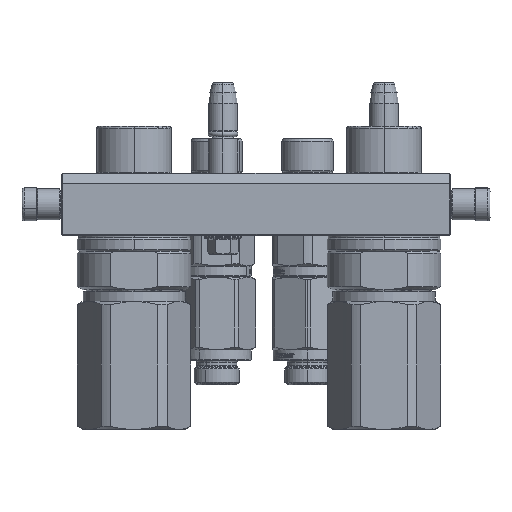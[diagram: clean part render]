
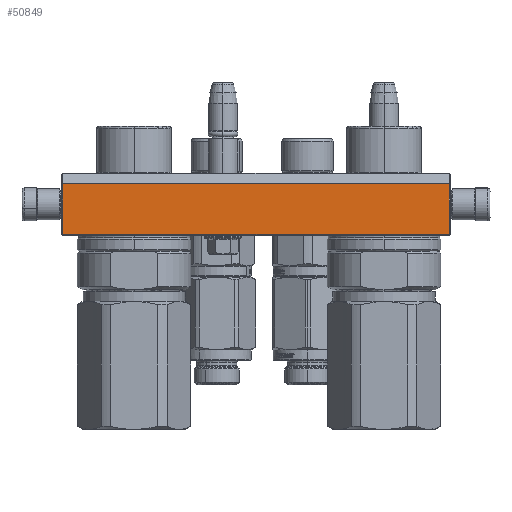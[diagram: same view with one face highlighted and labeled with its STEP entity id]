
A CAD part, left-side view. The second image highlights one B-rep face of the part: STEP entity #50849.
In plain terms, the highlighted face is planar.
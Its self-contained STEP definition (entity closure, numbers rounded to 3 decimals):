
#748 = CARTESIAN_POINT ( 'NONE',  ( -93.5, 29.5, -45. ) ) ;
#2835 = VECTOR ( 'NONE', #41101, 1000. ) ;
#4814 = CARTESIAN_POINT ( 'NONE',  ( 93.5, 5., -45. ) ) ;
#7865 = CARTESIAN_POINT ( 'NONE',  ( 94., 0., -45. ) ) ;
#11214 = CARTESIAN_POINT ( 'NONE',  ( 93.5, 29.5, -45. ) ) ;
#11300 = VERTEX_POINT ( 'NONE', #748 ) ;
#14490 = DIRECTION ( 'NONE',  ( -1., 0., 0. ) ) ;
#17435 = EDGE_LOOP ( 'NONE', ( #23689, #41984, #55940, #24755 ) ) ;
#17806 = FACE_OUTER_BOUND ( 'NONE', #17435, .T. ) ;
#20457 = EDGE_CURVE ( 'NONE', #59388, #48241, #38853, .T. ) ;
#23689 = ORIENTED_EDGE ( 'NONE', *, *, #32146, .T. ) ;
#24755 = ORIENTED_EDGE ( 'NONE', *, *, #26098, .T. ) ;
#25510 = DIRECTION ( 'NONE',  ( -1., 0., 0. ) ) ;
#26098 = EDGE_CURVE ( 'NONE', #59388, #32834, #40869, .T. ) ;
#26277 = EDGE_CURVE ( 'NONE', #48241, #11300, #58963, .T. ) ;
#27322 = DIRECTION ( 'NONE',  ( 0., 1., 0. ) ) ;
#27730 = LINE ( 'NONE', #55048, #53774 ) ;
#28610 = VECTOR ( 'NONE', #14490, 1000. ) ;
#30451 = DIRECTION ( 'NONE',  ( 0., 0., -1. ) ) ;
#30757 = VECTOR ( 'NONE', #25510, 1000. ) ;
#32146 = EDGE_CURVE ( 'NONE', #32834, #11300, #27730, .T. ) ;
#32834 = VERTEX_POINT ( 'NONE', #50202 ) ;
#38853 = LINE ( 'NONE', #4814, #2835 ) ;
#40869 = LINE ( 'NONE', #56470, #28610 ) ;
#41101 = DIRECTION ( 'NONE',  ( 0., 1., 0. ) ) ;
#41984 = ORIENTED_EDGE ( 'NONE', *, *, #26277, .F. ) ;
#44056 = CARTESIAN_POINT ( 'NONE',  ( 93.5, 29.5, -45. ) ) ;
#48241 = VERTEX_POINT ( 'NONE', #44056 ) ;
#49547 = CARTESIAN_POINT ( 'NONE',  ( 93.5, 5., -45. ) ) ;
#49659 = DIRECTION ( 'NONE',  ( -1., 0., 0. ) ) ;
#50202 = CARTESIAN_POINT ( 'NONE',  ( -93.5, 5., -45. ) ) ;
#50849 = ADVANCED_FACE ( 'NONE', ( #17806 ), #58753, .T. ) ;
#53774 = VECTOR ( 'NONE', #27322, 1000. ) ;
#55048 = CARTESIAN_POINT ( 'NONE',  ( -93.5, 5., -45. ) ) ;
#55940 = ORIENTED_EDGE ( 'NONE', *, *, #20457, .F. ) ;
#56470 = CARTESIAN_POINT ( 'NONE',  ( 93.5, 5., -45. ) ) ;
#58704 = AXIS2_PLACEMENT_3D ( 'NONE', #7865, #30451, #49659 ) ;
#58753 = PLANE ( 'NONE',  #58704 ) ;
#58963 = LINE ( 'NONE', #11214, #30757 ) ;
#59388 = VERTEX_POINT ( 'NONE', #49547 ) ;
